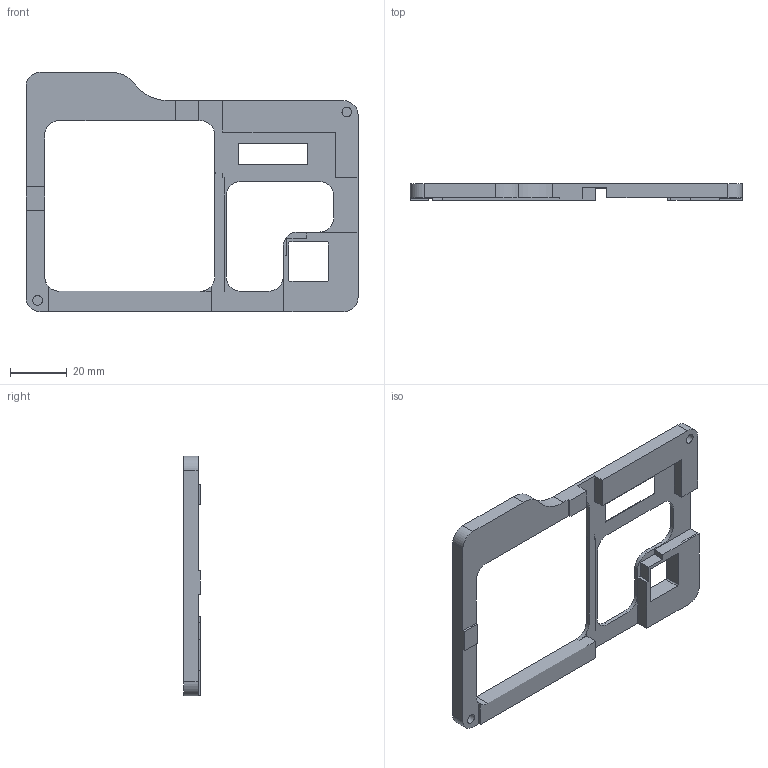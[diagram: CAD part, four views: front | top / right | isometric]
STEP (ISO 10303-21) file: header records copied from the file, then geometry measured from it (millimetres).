
FILE_DESCRIPTION(/* description */ (''),/* implementation_level */ '2;1');
FILE_NAME(/* name */ 'cover.step',/* time_stamp */ '2024-10-21T23:04:50-04:00',/* author */ (''),/* organization */ (''),/* preprocessor_version */ 'ST-DEVELOPER v20',/* originating_system */ 'Autodesk Translation Framework v13.20.0.188',/* authorisation */ '');
FILE_SCHEMA (('AUTOMOTIVE_DESIGN { 1 0 10303 214 3 1 1 }'));
Length unit declared in the file: millimetre
Products named in the file (1): cover
Bounding box: 116.65 x 5.75 x 84.15 mm (x, y, z)
Volume: 16472.9 mm3; surface area: 12053.2 mm2
Topology: 1 solids, 1 shells, 82 faces, 242 edges, 163 vertices
Faces by surface type: plane 56, cylinder 26
Full cylindrical faces by diameter (mm): 3.4 x2
Entity records: 2792 total; most frequent: CARTESIAN_POINT 488, ORIENTED_EDGE 484, DIRECTION 458, EDGE_CURVE 242, LINE 192, VECTOR 192, VERTEX_POINT 163, AXIS2_PLACEMENT_3D 133
